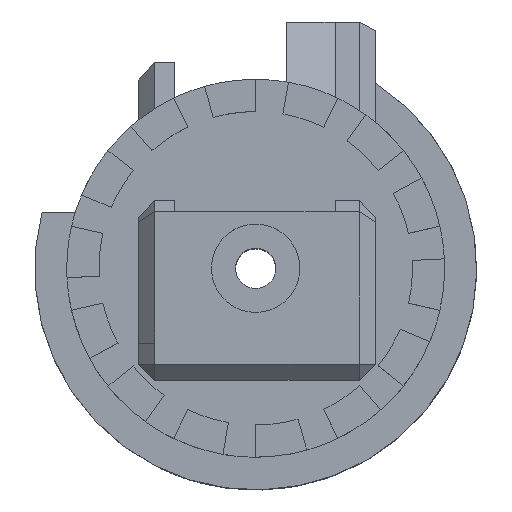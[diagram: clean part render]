
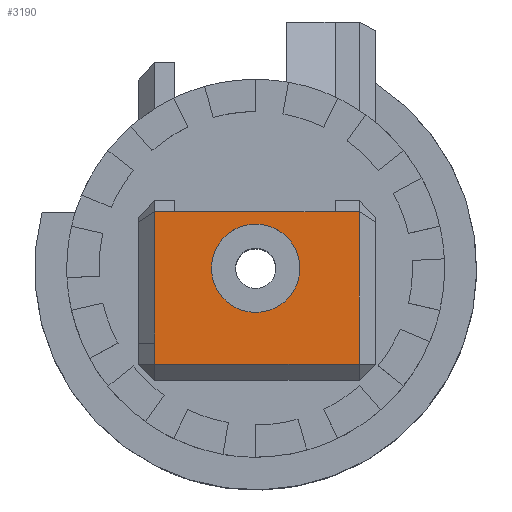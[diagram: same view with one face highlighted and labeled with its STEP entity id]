
A CAD part, top view. The second image highlights one B-rep face of the part: STEP entity #3190.
In plain terms, the highlighted planar face has unit normal (0, 0, 1).
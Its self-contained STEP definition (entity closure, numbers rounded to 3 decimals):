
#48=FACE_BOUND('',#493,.T.);
#317=FACE_OUTER_BOUND('',#492,.T.);
#492=EDGE_LOOP('',(#2896,#2897,#2898,#2899,#2900,#2901,#2902));
#493=EDGE_LOOP('',(#2903));
#741=LINE('',#6075,#1037);
#753=LINE('',#6099,#1049);
#761=LINE('',#6113,#1057);
#781=LINE('',#6166,#1077);
#783=LINE('',#6170,#1079);
#784=LINE('',#6172,#1080);
#788=LINE('',#6184,#1084);
#1037=VECTOR('',#4075,10.);
#1049=VECTOR('',#4099,10.);
#1057=VECTOR('',#4113,10.);
#1077=VECTOR('',#4179,10.);
#1079=VECTOR('',#4183,10.);
#1080=VECTOR('',#4186,10.);
#1084=VECTOR('',#4202,10.);
#1179=CIRCLE('',#3428,5.5);
#1465=VERTEX_POINT('',#6060);
#1469=VERTEX_POINT('',#6074);
#1474=VERTEX_POINT('',#6094);
#1475=VERTEX_POINT('',#6098);
#1484=VERTEX_POINT('',#6149);
#1487=VERTEX_POINT('',#6158);
#1488=VERTEX_POINT('',#6162);
#1489=VERTEX_POINT('',#6168);
#1907=EDGE_CURVE('',#1469,#1465,#741,.T.);
#1919=EDGE_CURVE('',#1475,#1469,#753,.T.);
#1928=EDGE_CURVE('',#1474,#1475,#761,.T.);
#1951=EDGE_CURVE('',#1488,#1488,#1179,.T.);
#1953=EDGE_CURVE('',#1484,#1487,#781,.T.);
#1955=EDGE_CURVE('',#1465,#1489,#783,.T.);
#1956=EDGE_CURVE('',#1489,#1484,#784,.T.);
#1962=EDGE_CURVE('',#1487,#1474,#788,.T.);
#2896=ORIENTED_EDGE('',*,*,#1956,.T.);
#2897=ORIENTED_EDGE('',*,*,#1953,.T.);
#2898=ORIENTED_EDGE('',*,*,#1962,.T.);
#2899=ORIENTED_EDGE('',*,*,#1928,.T.);
#2900=ORIENTED_EDGE('',*,*,#1919,.T.);
#2901=ORIENTED_EDGE('',*,*,#1907,.T.);
#2902=ORIENTED_EDGE('',*,*,#1955,.T.);
#2903=ORIENTED_EDGE('',*,*,#1951,.F.);
#3028=PLANE('',#3443);
#3190=ADVANCED_FACE('',(#317,#48),#3028,.F.);
#3428=AXIS2_PLACEMENT_3D('',#6163,#4174,#4175);
#3443=AXIS2_PLACEMENT_3D('',#6192,#4215,#4216);
#4075=DIRECTION('',(-1.,0.,0.));
#4099=DIRECTION('',(-1.,0.,0.));
#4113=DIRECTION('',(-1.,0.,0.));
#4174=DIRECTION('center_axis',(0.,0.,1.));
#4175=DIRECTION('ref_axis',(1.,0.,0.));
#4179=DIRECTION('',(1.,0.,0.));
#4183=DIRECTION('',(0.,-1.,0.));
#4186=DIRECTION('',(0.,-1.,0.));
#4202=DIRECTION('',(0.,1.,0.));
#4215=DIRECTION('center_axis',(0.,0.,-1.));
#4216=DIRECTION('ref_axis',(-1.,0.,0.));
#6060=CARTESIAN_POINT('',(83.562,-100.,78.6));
#6074=CARTESIAN_POINT('',(86.062,-100.,78.6));
#6075=CARTESIAN_POINT('',(106.,-100.,78.6));
#6094=CARTESIAN_POINT('',(109.,-100.,78.6));
#6098=CARTESIAN_POINT('',(106.,-100.,78.6));
#6099=CARTESIAN_POINT('',(106.,-100.,78.6));
#6113=CARTESIAN_POINT('',(106.,-100.,78.6));
#6149=CARTESIAN_POINT('',(83.562,-119.,78.6));
#6158=CARTESIAN_POINT('',(109.,-119.,78.6));
#6162=CARTESIAN_POINT('',(90.624,-107.05,78.6));
#6163=CARTESIAN_POINT('Origin',(96.124,-107.05,78.6));
#6166=CARTESIAN_POINT('',(96.531,-119.,78.6));
#6168=CARTESIAN_POINT('',(83.562,-116.351,78.6));
#6170=CARTESIAN_POINT('',(83.562,-109.338,78.6));
#6172=CARTESIAN_POINT('',(83.562,-105.25,78.6));
#6184=CARTESIAN_POINT('',(109.,-105.25,78.6));
#6192=CARTESIAN_POINT('Origin',(96.281,-110.5,78.6));
